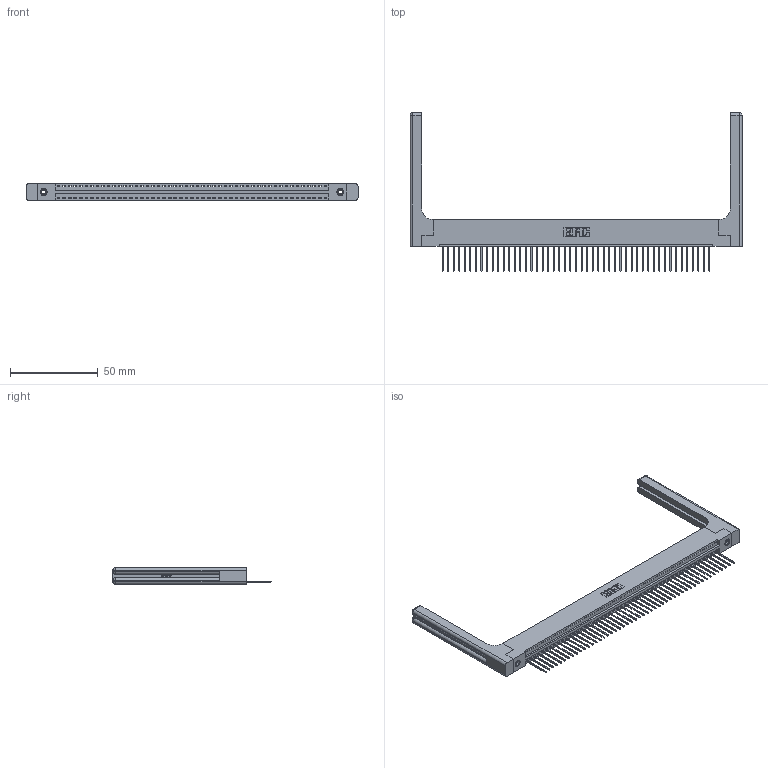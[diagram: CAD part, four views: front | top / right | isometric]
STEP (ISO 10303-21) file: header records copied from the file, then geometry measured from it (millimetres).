
FILE_DESCRIPTION (( 'STEP AP203' ), '1' );
FILE_NAME ('346-049-540-158.STEP', '2022-05-10T01:38:44', ( '' ), ( '' ), 'SwSTEP 2.0', 'SolidWorks 2020', '' );
FILE_SCHEMA (( 'CONFIG_CONTROL_DESIGN' ));
Length unit declared in the file: inch
Products named in the file (5): 346-220-058_345-220-058; 346 Part_Flush Mounting Lugs - 0.156 Dia-TH; 345-250-001_345-250-001-102; 346-049-540-158; 345-292-001_345-293-140
Assembly tree (54 placements, depth 2):
  346-049-540-158
    346 Part_Flush Mounting Lugs - 0.156 Dia-TH
    345-292-001_345-293-140  x49
    345-250-001_345-250-001-102  x2
    346-220-058_345-220-058  x2
Bounding box: 189.64 x 90.42 x 9.4 mm (x, y, z)
Volume: 25767.3 mm3; surface area: 28570.5 mm2
Topology: 54 solids, 54 shells, 3234 faces, 9655 edges, 6350 vertices
Faces by surface type: plane 2198, cylinder 976, bspline 36, cone 12, sphere 8, torus 4
Entity records: 35084 total; most frequent: CARTESIAN_POINT 6994, ORIENTED_EDGE 5772, DIRECTION 5092, EDGE_CURVE 2886, VECTOR 2466, LINE 2466, VERTEX_POINT 1914, AXIS2_PLACEMENT_3D 1313
